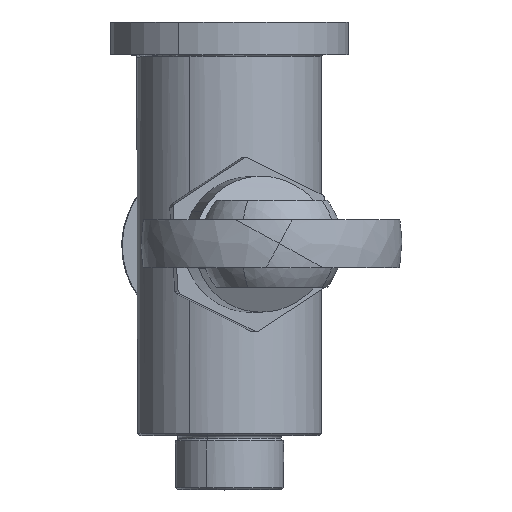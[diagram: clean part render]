
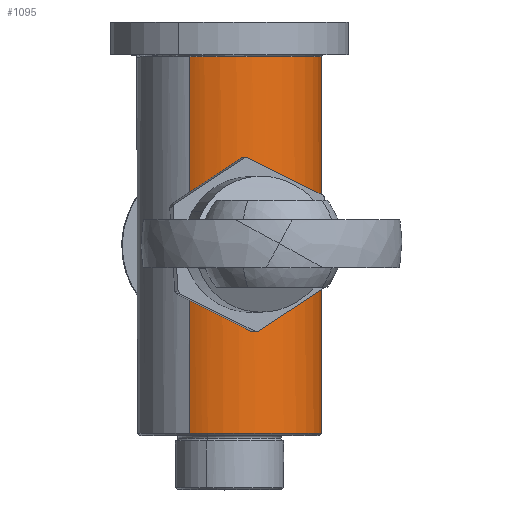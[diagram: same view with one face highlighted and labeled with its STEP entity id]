
A CAD part, front view. The second image highlights one B-rep face of the part: STEP entity #1095.
In plain terms, the highlighted cylindrical face has radius 8.5 mm (diameter 17 mm), a partial arc.
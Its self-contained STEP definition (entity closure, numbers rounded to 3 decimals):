
#79 = LINE ( 'NONE', #1132, #2992 ) ;
#131 = CIRCLE ( 'NONE', #2827, 8.5 ) ;
#141 = DIRECTION ( 'NONE',  ( 1., 0., 0. ) ) ;
#168 = CARTESIAN_POINT ( 'NONE',  ( -125.103, -249.68, 445.043 ) ) ;
#428 = EDGE_CURVE ( 'NONE', #3270, #893, #79, .T. ) ;
#443 = EDGE_CURVE ( 'NONE', #2470, #2383, #1473, .T. ) ;
#620 = DIRECTION ( 'NONE',  ( 1., 0., 0. ) ) ;
#787 = ORIENTED_EDGE ( 'NONE', *, *, #2270, .F. ) ;
#809 = CIRCLE ( 'NONE', #2487, 8.5 ) ;
#893 = VERTEX_POINT ( 'NONE', #4212 ) ;
#894 = AXIS2_PLACEMENT_3D ( 'NONE', #168, #942, #2743 ) ;
#942 = DIRECTION ( 'NONE',  ( 0., -0.002, -1. ) ) ;
#1070 = DIRECTION ( 'NONE',  ( 1., 0., 0. ) ) ;
#1084 = AXIS2_PLACEMENT_3D ( 'NONE', #4306, #3919, #2249 ) ;
#1095 = ADVANCED_FACE ( 'NONE', ( #1903 ), #3291, .T. ) ;
#1117 = ORIENTED_EDGE ( 'NONE', *, *, #443, .F. ) ;
#1132 = CARTESIAN_POINT ( 'NONE',  ( -121.482, -241.99, 445.029 ) ) ;
#1224 = VECTOR ( 'NONE', #4264, 1000. ) ;
#1231 = ORIENTED_EDGE ( 'NONE', *, *, #2410, .F. ) ;
#1244 = DIRECTION ( 'NONE',  ( 0., 0.002, 1. ) ) ;
#1395 = CARTESIAN_POINT ( 'NONE',  ( -121.484, -241.955, 463.329 ) ) ;
#1473 = CIRCLE ( 'NONE', #4221, 8.5 ) ;
#1537 = ORIENTED_EDGE ( 'NONE', *, *, #3553, .F. ) ;
#1709 = CARTESIAN_POINT ( 'NONE',  ( -128.727, -257.335, 463.357 ) ) ;
#1781 = EDGE_CURVE ( 'NONE', #2470, #3436, #2183, .T. ) ;
#1841 = DIRECTION ( 'NONE',  ( 0., -0.002, -1. ) ) ;
#1903 = FACE_OUTER_BOUND ( 'NONE', #2172, .T. ) ;
#2172 = EDGE_LOOP ( 'NONE', ( #4123, #787, #1231, #4148, #1537, #1117 ) ) ;
#2182 = CARTESIAN_POINT ( 'NONE',  ( -125.105, -249.645, 463.343 ) ) ;
#2183 = LINE ( 'NONE', #3157, #1224 ) ;
#2249 = DIRECTION ( 'NONE',  ( 1., 0., 0. ) ) ;
#2270 = EDGE_CURVE ( 'NONE', #3246, #3436, #3119, .T. ) ;
#2318 = CARTESIAN_POINT ( 'NONE',  ( -125.105, -249.645, 463.343 ) ) ;
#2341 = CARTESIAN_POINT ( 'NONE',  ( -125.101, -249.711, 428.743 ) ) ;
#2383 = VERTEX_POINT ( 'NONE', #3606 ) ;
#2410 = EDGE_CURVE ( 'NONE', #893, #3246, #131, .T. ) ;
#2470 = VERTEX_POINT ( 'NONE', #1709 ) ;
#2487 = AXIS2_PLACEMENT_3D ( 'NONE', #2318, #1244, #141 ) ;
#2657 = DIRECTION ( 'NONE',  ( 0., -0.002, -1. ) ) ;
#2743 = DIRECTION ( 'NONE',  ( 0.426, 0.905, -0.002 ) ) ;
#2827 = AXIS2_PLACEMENT_3D ( 'NONE', #2341, #2657, #620 ) ;
#2992 = VECTOR ( 'NONE', #1841, 1000. ) ;
#3119 = CIRCLE ( 'NONE', #1084, 8.5 ) ;
#3156 = DIRECTION ( 'NONE',  ( 0., 0.002, 1. ) ) ;
#3157 = CARTESIAN_POINT ( 'NONE',  ( -128.725, -257.37, 445.057 ) ) ;
#3246 = VERTEX_POINT ( 'NONE', #4112 ) ;
#3270 = VERTEX_POINT ( 'NONE', #1395 ) ;
#3291 = CYLINDRICAL_SURFACE ( 'NONE', #894, 8.5 ) ;
#3436 = VERTEX_POINT ( 'NONE', #3901 ) ;
#3553 = EDGE_CURVE ( 'NONE', #2383, #3270, #809, .T. ) ;
#3606 = CARTESIAN_POINT ( 'NONE',  ( -127.398, -257.83, 463.358 ) ) ;
#3901 = CARTESIAN_POINT ( 'NONE',  ( -128.723, -257.401, 428.757 ) ) ;
#3919 = DIRECTION ( 'NONE',  ( 0., -0.002, -1. ) ) ;
#4112 = CARTESIAN_POINT ( 'NONE',  ( -127.095, -257.974, 428.759 ) ) ;
#4123 = ORIENTED_EDGE ( 'NONE', *, *, #1781, .T. ) ;
#4148 = ORIENTED_EDGE ( 'NONE', *, *, #428, .F. ) ;
#4212 = CARTESIAN_POINT ( 'NONE',  ( -121.48, -242.021, 428.729 ) ) ;
#4221 = AXIS2_PLACEMENT_3D ( 'NONE', #2182, #3156, #1070 ) ;
#4264 = DIRECTION ( 'NONE',  ( 0., -0.002, -1. ) ) ;
#4306 = CARTESIAN_POINT ( 'NONE',  ( -125.101, -249.711, 428.743 ) ) ;
